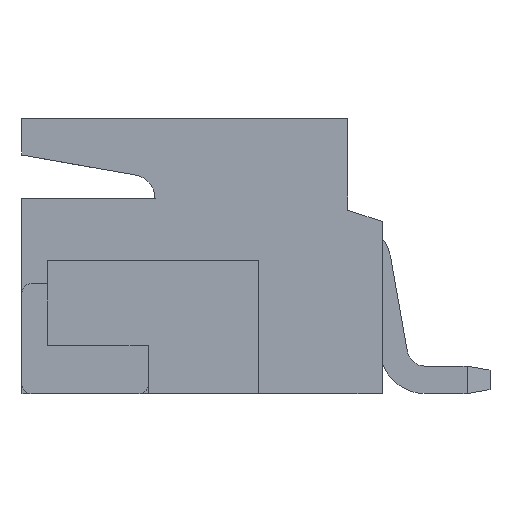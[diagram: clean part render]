
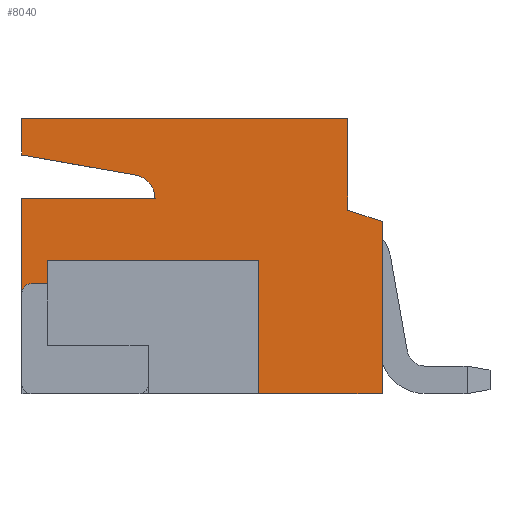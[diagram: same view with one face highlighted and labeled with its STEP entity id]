
A CAD part, left-side view. The second image highlights one B-rep face of the part: STEP entity #8040.
In plain terms, the highlighted planar face has unit normal (-1, 0, 0).
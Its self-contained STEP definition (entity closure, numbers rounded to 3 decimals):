
#263 = EDGE_CURVE ( 'NONE', #8350, #12942, #7944, .T. ) ;
#586 = CARTESIAN_POINT ( 'NONE',  ( -8.8, 0.95, 1.05 ) ) ;
#656 = LINE ( 'NONE', #8790, #8248 ) ;
#804 = EDGE_CURVE ( 'NONE', #7128, #3198, #10515, .T. ) ;
#822 = ORIENTED_EDGE ( 'NONE', *, *, #10044, .F. ) ;
#875 = VERTEX_POINT ( 'NONE', #3169 ) ;
#877 = LINE ( 'NONE', #12382, #4661 ) ;
#1243 = CARTESIAN_POINT ( 'NONE',  ( -8.8, -6.35, 0. ) ) ;
#1245 = CARTESIAN_POINT ( 'NONE',  ( -8.8, 1.5, 5.2 ) ) ;
#1545 = EDGE_CURVE ( 'NONE', #12246, #875, #5885, .T. ) ;
#1656 = CARTESIAN_POINT ( 'NONE',  ( -8.8, -6.35, 3.75 ) ) ;
#1839 = DIRECTION ( 'NONE',  ( 0., 0., 1. ) ) ;
#2014 = ORIENTED_EDGE ( 'NONE', *, *, #5583, .F. ) ;
#2272 = DIRECTION ( 'NONE',  ( 0., 0., -1. ) ) ;
#2515 = EDGE_CURVE ( 'NONE', #4397, #6351, #3156, .T. ) ;
#2630 = CARTESIAN_POINT ( 'NONE',  ( -8.8, -1.4, 4.25 ) ) ;
#2773 = EDGE_CURVE ( 'NONE', #10615, #12942, #656, .T. ) ;
#3129 = LINE ( 'NONE', #1245, #12952 ) ;
#3156 = LINE ( 'NONE', #7149, #4719 ) ;
#3169 = CARTESIAN_POINT ( 'NONE',  ( -8.8, -1.25, 1.05 ) ) ;
#3171 = CARTESIAN_POINT ( 'NONE',  ( -8.8, -0.968, 4.765 ) ) ;
#3198 = VERTEX_POINT ( 'NONE', #8773 ) ;
#3256 = DIRECTION ( 'NONE',  ( 0., -0.985, -0.174 ) ) ;
#3289 = ORIENTED_EDGE ( 'NONE', *, *, #1545, .F. ) ;
#3412 = EDGE_CURVE ( 'NONE', #6351, #12534, #10476, .T. ) ;
#3508 = EDGE_CURVE ( 'NONE', #9012, #12246, #7719, .T. ) ;
#3597 = LINE ( 'NONE', #6619, #12083 ) ;
#3813 = ORIENTED_EDGE ( 'NONE', *, *, #7016, .F. ) ;
#4048 = CARTESIAN_POINT ( 'NONE',  ( -8.8, 0.95, 2.4 ) ) ;
#4106 = CARTESIAN_POINT ( 'NONE',  ( -8.8, -3.65, 2.9 ) ) ;
#4189 = AXIS2_PLACEMENT_3D ( 'NONE', #10545, #5194, #10420 ) ;
#4286 = VECTOR ( 'NONE', #2272, 1000. ) ;
#4316 = CARTESIAN_POINT ( 'NONE',  ( -8.8, -3.65, 0. ) ) ;
#4397 = VERTEX_POINT ( 'NONE', #8210 ) ;
#4613 = ORIENTED_EDGE ( 'NONE', *, *, #8578, .T. ) ;
#4661 = VECTOR ( 'NONE', #11333, 1000. ) ;
#4719 = VECTOR ( 'NONE', #5212, 1000. ) ;
#4750 = EDGE_CURVE ( 'NONE', #5193, #875, #8124, .T. ) ;
#4784 = VECTOR ( 'NONE', #1839, 1000. ) ;
#4788 = DIRECTION ( 'NONE',  ( 0., 1., 0. ) ) ;
#4849 = DIRECTION ( 'NONE',  ( 0., 1., 0. ) ) ;
#4920 = CARTESIAN_POINT ( 'NONE',  ( -8.8, 0.95, 2.4 ) ) ;
#5025 = CARTESIAN_POINT ( 'NONE',  ( -8.8, 1.5, 5.2 ) ) ;
#5086 = LINE ( 'NONE', #4048, #5977 ) ;
#5116 = DIRECTION ( 'NONE',  ( 1., 0., 0. ) ) ;
#5164 = DIRECTION ( 'NONE',  ( 0., -0.949, -0.316 ) ) ;
#5193 = VERTEX_POINT ( 'NONE', #10624 ) ;
#5194 = DIRECTION ( 'NONE',  ( -1., 0., 0. ) ) ;
#5211 = DIRECTION ( 'NONE',  ( 0., -1., 0. ) ) ;
#5212 = DIRECTION ( 'NONE',  ( 0., -1., 0. ) ) ;
#5241 = CARTESIAN_POINT ( 'NONE',  ( -8.8, -0.877, 4.25 ) ) ;
#5293 = ORIENTED_EDGE ( 'NONE', *, *, #10474, .F. ) ;
#5297 = CARTESIAN_POINT ( 'NONE',  ( -8.8, -5.6, 4. ) ) ;
#5303 = CARTESIAN_POINT ( 'NONE',  ( -8.8, -5.6, 6. ) ) ;
#5565 = VECTOR ( 'NONE', #10062, 1000. ) ;
#5583 = EDGE_CURVE ( 'NONE', #3198, #12534, #6282, .T. ) ;
#5722 = DIRECTION ( 'NONE',  ( 0., 0., 1. ) ) ;
#5885 = LINE ( 'NONE', #586, #8696 ) ;
#5977 = VECTOR ( 'NONE', #5211, 1000. ) ;
#6139 = DIRECTION ( 'NONE',  ( 0., 0., -1. ) ) ;
#6152 = FACE_OUTER_BOUND ( 'NONE', #11725, .T. ) ;
#6177 = VECTOR ( 'NONE', #11765, 1000. ) ;
#6240 = VECTOR ( 'NONE', #12464, 1000. ) ;
#6282 = LINE ( 'NONE', #1243, #10938 ) ;
#6351 = VERTEX_POINT ( 'NONE', #4106 ) ;
#6619 = CARTESIAN_POINT ( 'NONE',  ( -8.8, 1.5, 0. ) ) ;
#6717 = EDGE_CURVE ( 'NONE', #5193, #10615, #7248, .T. ) ;
#6775 = EDGE_CURVE ( 'NONE', #13577, #10089, #3129, .T. ) ;
#6811 = ORIENTED_EDGE ( 'NONE', *, *, #4750, .T. ) ;
#6855 = DIRECTION ( 'NONE',  ( 0., 0., 1. ) ) ;
#6890 = CARTESIAN_POINT ( 'NONE',  ( -8.8, -3.15, 1.05 ) ) ;
#6975 = CARTESIAN_POINT ( 'NONE',  ( -8.8, -5.6, 4. ) ) ;
#7016 = EDGE_CURVE ( 'NONE', #13577, #13009, #3597, .T. ) ;
#7100 = EDGE_CURVE ( 'NONE', #13009, #12034, #13426, .T. ) ;
#7128 = VERTEX_POINT ( 'NONE', #1656 ) ;
#7149 = CARTESIAN_POINT ( 'NONE',  ( -8.8, -3.65, 2.9 ) ) ;
#7164 = ORIENTED_EDGE ( 'NONE', *, *, #6775, .T. ) ;
#7248 = LINE ( 'NONE', #11437, #12074 ) ;
#7457 = ORIENTED_EDGE ( 'NONE', *, *, #804, .F. ) ;
#7719 = LINE ( 'NONE', #6890, #7844 ) ;
#7844 = VECTOR ( 'NONE', #9903, 1000. ) ;
#7944 = LINE ( 'NONE', #2630, #5565 ) ;
#8040 = ADVANCED_FACE ( 'NONE', ( #6152 ), #10613, .T. ) ;
#8077 = DIRECTION ( 'NONE',  ( 0., -1., 0. ) ) ;
#8124 = LINE ( 'NONE', #12522, #4784 ) ;
#8144 = CARTESIAN_POINT ( 'NONE',  ( -8.8, 1.5, 6. ) ) ;
#8210 = CARTESIAN_POINT ( 'NONE',  ( -8.8, 0.95, 2.9 ) ) ;
#8248 = VECTOR ( 'NONE', #6855, 1000. ) ;
#8271 = LINE ( 'NONE', #5297, #12818 ) ;
#8350 = VERTEX_POINT ( 'NONE', #11294 ) ;
#8459 = EDGE_CURVE ( 'NONE', #10089, #8350, #10569, .T. ) ;
#8523 = ORIENTED_EDGE ( 'NONE', *, *, #2773, .F. ) ;
#8576 = VECTOR ( 'NONE', #8077, 1000. ) ;
#8578 = EDGE_CURVE ( 'NONE', #13144, #4397, #11829, .T. ) ;
#8696 = VECTOR ( 'NONE', #4788, 1000. ) ;
#8719 = CARTESIAN_POINT ( 'NONE',  ( -8.8, -3.15, 2.4 ) ) ;
#8773 = CARTESIAN_POINT ( 'NONE',  ( -8.8, -6.35, 0. ) ) ;
#8790 = CARTESIAN_POINT ( 'NONE',  ( -8.8, 1.5, 0. ) ) ;
#8994 = ORIENTED_EDGE ( 'NONE', *, *, #7100, .F. ) ;
#9012 = VERTEX_POINT ( 'NONE', #8719 ) ;
#9435 = CARTESIAN_POINT ( 'NONE',  ( -8.8, -3.65, 0. ) ) ;
#9637 = DIRECTION ( 'NONE',  ( 0., 1., 0. ) ) ;
#9807 = ORIENTED_EDGE ( 'NONE', *, *, #6717, .F. ) ;
#9903 = DIRECTION ( 'NONE',  ( 0., 0., -1. ) ) ;
#9904 = AXIS2_PLACEMENT_3D ( 'NONE', #5241, #5116, #6139 ) ;
#10044 = EDGE_CURVE ( 'NONE', #10757, #7128, #8271, .T. ) ;
#10062 = DIRECTION ( 'NONE',  ( 0., 1., 0. ) ) ;
#10089 = VERTEX_POINT ( 'NONE', #3171 ) ;
#10400 = EDGE_CURVE ( 'NONE', #13144, #9012, #5086, .T. ) ;
#10420 = DIRECTION ( 'NONE',  ( 0., 1., 0. ) ) ;
#10430 = CARTESIAN_POINT ( 'NONE',  ( -8.8, 1.5, 4.25 ) ) ;
#10474 = EDGE_CURVE ( 'NONE', #12034, #10757, #877, .T. ) ;
#10476 = LINE ( 'NONE', #9435, #4286 ) ;
#10515 = LINE ( 'NONE', #13411, #6240 ) ;
#10545 = CARTESIAN_POINT ( 'NONE',  ( -8.8, 0., 0. ) ) ;
#10569 = CIRCLE ( 'NONE', #9904, 0.523 ) ;
#10613 = PLANE ( 'NONE',  #4189 ) ;
#10615 = VERTEX_POINT ( 'NONE', #13035 ) ;
#10624 = CARTESIAN_POINT ( 'NONE',  ( -8.8, -1.25, 0.2 ) ) ;
#10757 = VERTEX_POINT ( 'NONE', #6975 ) ;
#10824 = CARTESIAN_POINT ( 'NONE',  ( -8.8, 1.5, 6. ) ) ;
#10938 = VECTOR ( 'NONE', #9637, 1000. ) ;
#11131 = CARTESIAN_POINT ( 'NONE',  ( -8.8, -3.15, 1.05 ) ) ;
#11294 = CARTESIAN_POINT ( 'NONE',  ( -8.8, -1.4, 4.25 ) ) ;
#11333 = DIRECTION ( 'NONE',  ( 0., 0., -1. ) ) ;
#11345 = ORIENTED_EDGE ( 'NONE', *, *, #2515, .T. ) ;
#11437 = CARTESIAN_POINT ( 'NONE',  ( -8.8, -1.835, 0.2 ) ) ;
#11696 = CARTESIAN_POINT ( 'NONE',  ( -8.8, 0.95, 2.9 ) ) ;
#11725 = EDGE_LOOP ( 'NONE', ( #13398, #8523, #9807, #6811, #3289, #12854, #12415, #4613, #11345, #12207, #2014, #7457, #822, #5293, #8994, #3813, #7164, #11836 ) ) ;
#11765 = DIRECTION ( 'NONE',  ( 0., 0., 1. ) ) ;
#11829 = LINE ( 'NONE', #11696, #6177 ) ;
#11836 = ORIENTED_EDGE ( 'NONE', *, *, #8459, .T. ) ;
#12034 = VERTEX_POINT ( 'NONE', #5303 ) ;
#12074 = VECTOR ( 'NONE', #4849, 1000. ) ;
#12083 = VECTOR ( 'NONE', #5722, 1000. ) ;
#12207 = ORIENTED_EDGE ( 'NONE', *, *, #3412, .T. ) ;
#12246 = VERTEX_POINT ( 'NONE', #11131 ) ;
#12382 = CARTESIAN_POINT ( 'NONE',  ( -8.8, -5.6, 6. ) ) ;
#12415 = ORIENTED_EDGE ( 'NONE', *, *, #10400, .F. ) ;
#12464 = DIRECTION ( 'NONE',  ( 0., 0., -1. ) ) ;
#12522 = CARTESIAN_POINT ( 'NONE',  ( -8.8, -1.25, 1.05 ) ) ;
#12534 = VERTEX_POINT ( 'NONE', #4316 ) ;
#12818 = VECTOR ( 'NONE', #5164, 1000. ) ;
#12854 = ORIENTED_EDGE ( 'NONE', *, *, #3508, .F. ) ;
#12942 = VERTEX_POINT ( 'NONE', #10430 ) ;
#12952 = VECTOR ( 'NONE', #3256, 1000. ) ;
#13009 = VERTEX_POINT ( 'NONE', #10824 ) ;
#13035 = CARTESIAN_POINT ( 'NONE',  ( -8.8, 1.5, 0.2 ) ) ;
#13144 = VERTEX_POINT ( 'NONE', #4920 ) ;
#13398 = ORIENTED_EDGE ( 'NONE', *, *, #263, .T. ) ;
#13411 = CARTESIAN_POINT ( 'NONE',  ( -8.8, -6.35, 3.75 ) ) ;
#13426 = LINE ( 'NONE', #8144, #8576 ) ;
#13577 = VERTEX_POINT ( 'NONE', #5025 ) ;
